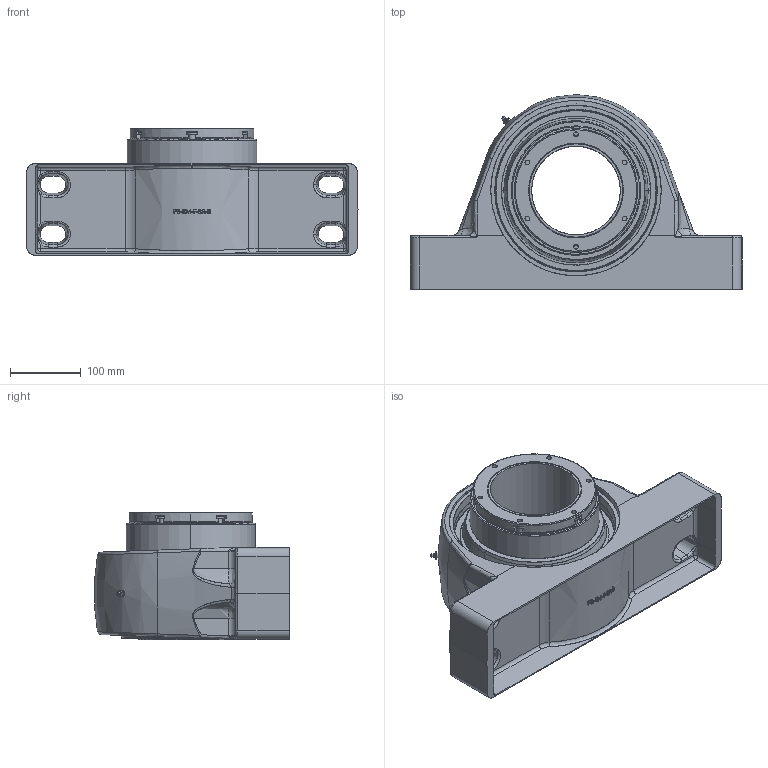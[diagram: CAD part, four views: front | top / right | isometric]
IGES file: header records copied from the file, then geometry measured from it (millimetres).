
Start section: SolidWorks IGES file using analytic representation for surfaces
Global section: file name: USDEFAU08121525331320.igs; native system: SolidWorks 2017; preprocessor: SolidWorks 2017; author: partstream; date: 170812.152542; units: inch
Bounding box: 469.9 x 275.65 x 180.97 mm (x, y, z)
Surface area: 1166823.2 mm2 (no closed solid volume)
Topology: 0 solids, 0 shells, 878 faces, 13433 edges, 13425 vertices
Faces by surface type: bspline 554, revolution 324
